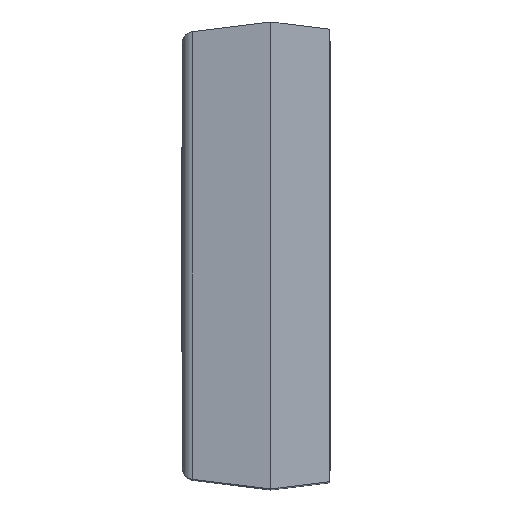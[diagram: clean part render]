
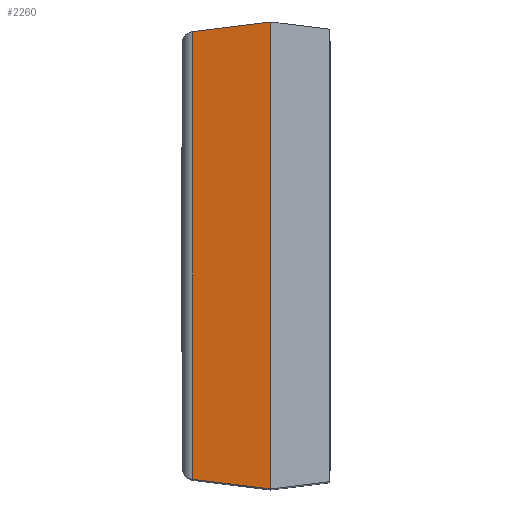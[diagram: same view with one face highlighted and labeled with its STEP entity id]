
A CAD part, top view. The second image highlights one B-rep face of the part: STEP entity #2260.
In plain terms, the highlighted planar face has unit normal (-0.122, 0, 0.993).
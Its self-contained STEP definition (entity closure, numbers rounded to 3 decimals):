
#45=LINE('',#3298,#303);
#48=LINE('',#3307,#306);
#51=LINE('',#3313,#309);
#52=LINE('',#3314,#310);
#303=VECTOR('',#2636,1.);
#306=VECTOR('',#2645,1.);
#309=VECTOR('',#2650,1.);
#310=VECTOR('',#2651,1.);
#561=PLANE('',#2413);
#712=FACE_OUTER_BOUND('',#850,.T.);
#850=EDGE_LOOP('',(#1618,#1619,#1620,#1621));
#1051=VERTEX_POINT('',#3285);
#1056=VERTEX_POINT('',#3296);
#1059=VERTEX_POINT('',#3306);
#1061=VERTEX_POINT('',#3312);
#1276=EDGE_CURVE('',#1056,#1051,#45,.T.);
#1280=EDGE_CURVE('',#1059,#1051,#48,.F.);
#1283=EDGE_CURVE('',#1061,#1056,#51,.T.);
#1284=EDGE_CURVE('',#1059,#1061,#52,.T.);
#1618=ORIENTED_EDGE('',*,*,#1276,.F.);
#1619=ORIENTED_EDGE('',*,*,#1283,.F.);
#1620=ORIENTED_EDGE('',*,*,#1284,.F.);
#1621=ORIENTED_EDGE('',*,*,#1280,.T.);
#2260=ADVANCED_FACE('',(#712),#561,.T.);
#2413=AXIS2_PLACEMENT_3D('',#3311,#2648,#2649);
#2636=DIRECTION('',(0.,1.,0.));
#2645=DIRECTION('',(0.985,0.121,0.121));
#2648=DIRECTION('center_axis',(-0.122,0.,
0.993));
#2649=DIRECTION('ref_axis',(0.,1.,0.));
#2650=DIRECTION('',(-0.985,0.121,-0.121));
#2651=DIRECTION('',(0.,-1.,0.));
#3285=CARTESIAN_POINT('',(-1.926,7.575,25.075));
#3296=CARTESIAN_POINT('',(-1.926,-7.575,25.075));
#3298=CARTESIAN_POINT('',(-1.926,-3.95,25.075));
#3306=CARTESIAN_POINT('',(0.723,7.9,25.4));
#3307=CARTESIAN_POINT('',(-0.219,7.784,25.284));
#3311=CARTESIAN_POINT('Origin',(0.723,-7.9,25.4));
#3312=CARTESIAN_POINT('',(0.723,-7.9,25.4));
#3313=CARTESIAN_POINT('',(-0.535,-7.746,25.246));
#3314=CARTESIAN_POINT('',(0.723,7.9,25.4));
